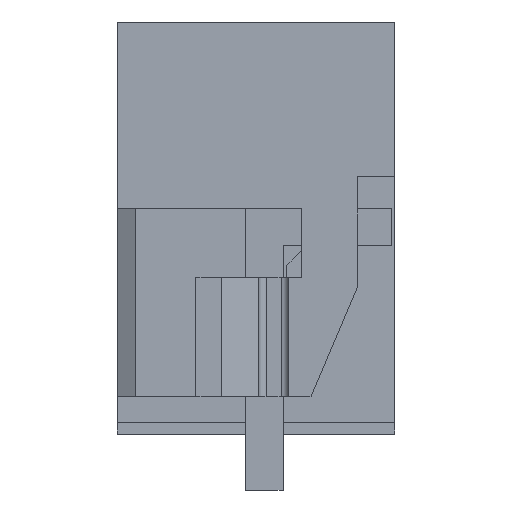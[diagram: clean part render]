
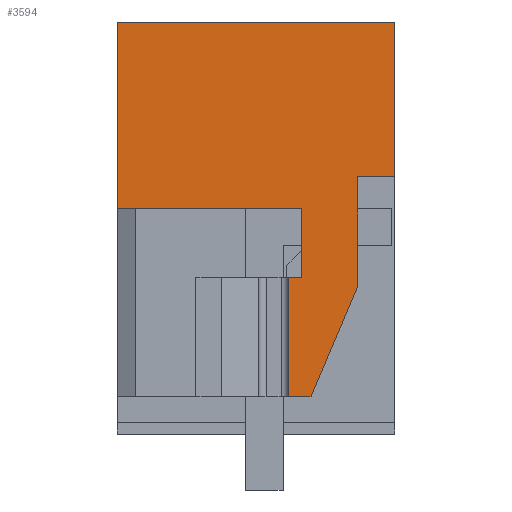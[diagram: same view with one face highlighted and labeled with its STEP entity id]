
A CAD part, left-side view. The second image highlights one B-rep face of the part: STEP entity #3594.
In plain terms, the highlighted planar face has unit normal (-1, 0, 0).
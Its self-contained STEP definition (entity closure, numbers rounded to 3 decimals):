
#3527=AXIS2_PLACEMENT_3D('Plane Axis2P3D',#3524,#3525,#3526) ;
#296=CARTESIAN_POINT('Vertex',(0.,7.45,7.55)) ;
#299=CARTESIAN_POINT('Line Origine',(0.,7.45,10.05)) ;
#303=CARTESIAN_POINT('Vertex',(0.,7.45,12.55)) ;
#3371=CARTESIAN_POINT('Vertex',(0.,2.25,2.5)) ;
#3374=CARTESIAN_POINT('Line Origine',(0.,2.55,2.5)) ;
#3378=CARTESIAN_POINT('Vertex',(0.,2.85,2.5)) ;
#3479=CARTESIAN_POINT('Line Origine',(0.,4.975,7.55)) ;
#3483=CARTESIAN_POINT('Vertex',(0.,2.5,7.55)) ;
#3524=CARTESIAN_POINT('Axis2P3D Location',(0.,7.45,0.1)) ;
#3529=CARTESIAN_POINT('Line Origine',(0.,2.85,4.1)) ;
#3533=CARTESIAN_POINT('Vertex',(0.,2.85,5.7)) ;
#3536=CARTESIAN_POINT('Line Origine',(0.,1.623,3.979)) ;
#3540=CARTESIAN_POINT('Vertex',(0.,0.997,5.458)) ;
#3543=CARTESIAN_POINT('Line Origine',(0.,0.997,6.929)) ;
#3547=CARTESIAN_POINT('Vertex',(0.,0.997,8.4)) ;
#3550=CARTESIAN_POINT('Line Origine',(0.,0.498,8.4)) ;
#3554=CARTESIAN_POINT('Vertex',(0.,0.,8.4)) ;
#3557=CARTESIAN_POINT('Line Origine',(0.,0.,10.475)) ;
#3561=CARTESIAN_POINT('Vertex',(0.,0.,12.55)) ;
#3564=CARTESIAN_POINT('Line Origine',(0.,3.725,12.55)) ;
#3569=CARTESIAN_POINT('Line Origine',(0.,2.5,6.625)) ;
#3573=CARTESIAN_POINT('Vertex',(0.,2.5,5.7)) ;
#3576=CARTESIAN_POINT('Line Origine',(0.,2.675,5.7)) ;
#300=DIRECTION('Vector Direction',(0.,0.,-1.)) ;
#3375=DIRECTION('Vector Direction',(0.,-1.,0.)) ;
#3480=DIRECTION('Vector Direction',(0.,1.,0.)) ;
#3525=DIRECTION('Axis2P3D Direction',(1.,0.,-0.)) ;
#3526=DIRECTION('Axis2P3D XDirection',(0.,0.,1.)) ;
#3530=DIRECTION('Vector Direction',(0.,0.,1.)) ;
#3537=DIRECTION('Vector Direction',(0.,0.39,-0.921)) ;
#3544=DIRECTION('Vector Direction',(0.,0.,1.)) ;
#3551=DIRECTION('Vector Direction',(0.,-1.,0.)) ;
#3558=DIRECTION('Vector Direction',(0.,0.,1.)) ;
#3565=DIRECTION('Vector Direction',(0.,1.,0.)) ;
#3570=DIRECTION('Vector Direction',(0.,0.,-1.)) ;
#3577=DIRECTION('Vector Direction',(0.,1.,0.)) ;
#301=VECTOR('Line Direction',#300,1.) ;
#3376=VECTOR('Line Direction',#3375,1.) ;
#3481=VECTOR('Line Direction',#3480,1.) ;
#3531=VECTOR('Line Direction',#3530,1.) ;
#3538=VECTOR('Line Direction',#3537,1.) ;
#3545=VECTOR('Line Direction',#3544,1.) ;
#3552=VECTOR('Line Direction',#3551,1.) ;
#3559=VECTOR('Line Direction',#3558,1.) ;
#3566=VECTOR('Line Direction',#3565,1.) ;
#3571=VECTOR('Line Direction',#3570,1.) ;
#3578=VECTOR('Line Direction',#3577,1.) ;
#3582=ORIENTED_EDGE('',*,*,#3535,.F.) ;
#3583=ORIENTED_EDGE('',*,*,#3380,.F.) ;
#3584=ORIENTED_EDGE('',*,*,#3542,.F.) ;
#3585=ORIENTED_EDGE('',*,*,#3549,.F.) ;
#3586=ORIENTED_EDGE('',*,*,#3556,.F.) ;
#3587=ORIENTED_EDGE('',*,*,#3563,.F.) ;
#3588=ORIENTED_EDGE('',*,*,#3568,.F.) ;
#3589=ORIENTED_EDGE('',*,*,#305,.F.) ;
#3590=ORIENTED_EDGE('',*,*,#3485,.F.) ;
#3591=ORIENTED_EDGE('',*,*,#3575,.F.) ;
#3592=ORIENTED_EDGE('',*,*,#3580,.F.) ;
#3594=ADVANCED_FACE('HOUSING',(#3593),#3528,.F.) ;
#305=EDGE_CURVE('',#297,#304,#302,.F.) ;
#3380=EDGE_CURVE('',#3372,#3379,#3377,.F.) ;
#3485=EDGE_CURVE('',#3484,#297,#3482,.T.) ;
#3535=EDGE_CURVE('',#3379,#3534,#3532,.T.) ;
#3542=EDGE_CURVE('',#3541,#3372,#3539,.T.) ;
#3549=EDGE_CURVE('',#3548,#3541,#3546,.F.) ;
#3556=EDGE_CURVE('',#3555,#3548,#3553,.F.) ;
#3563=EDGE_CURVE('',#3562,#3555,#3560,.F.) ;
#3568=EDGE_CURVE('',#304,#3562,#3567,.F.) ;
#3575=EDGE_CURVE('',#3574,#3484,#3572,.F.) ;
#3580=EDGE_CURVE('',#3534,#3574,#3579,.F.) ;
#3581=EDGE_LOOP('',(#3582,#3583,#3584,#3585,#3586,#3587,#3588,#3589,#3590,#3591,#3592)) ;
#3593=FACE_OUTER_BOUND('',#3581,.T.) ;
#302=LINE('Line',#299,#301) ;
#3377=LINE('Line',#3374,#3376) ;
#3482=LINE('Line',#3479,#3481) ;
#3532=LINE('Line',#3529,#3531) ;
#3539=LINE('Line',#3536,#3538) ;
#3546=LINE('Line',#3543,#3545) ;
#3553=LINE('Line',#3550,#3552) ;
#3560=LINE('Line',#3557,#3559) ;
#3567=LINE('Line',#3564,#3566) ;
#3572=LINE('Line',#3569,#3571) ;
#3579=LINE('Line',#3576,#3578) ;
#3528=PLANE('',#3527) ;
#297=VERTEX_POINT('',#296) ;
#304=VERTEX_POINT('',#303) ;
#3372=VERTEX_POINT('',#3371) ;
#3379=VERTEX_POINT('',#3378) ;
#3484=VERTEX_POINT('',#3483) ;
#3534=VERTEX_POINT('',#3533) ;
#3541=VERTEX_POINT('',#3540) ;
#3548=VERTEX_POINT('',#3547) ;
#3555=VERTEX_POINT('',#3554) ;
#3562=VERTEX_POINT('',#3561) ;
#3574=VERTEX_POINT('',#3573) ;
